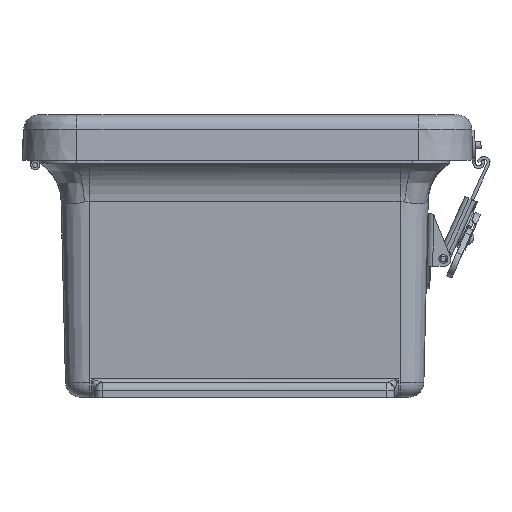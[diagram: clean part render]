
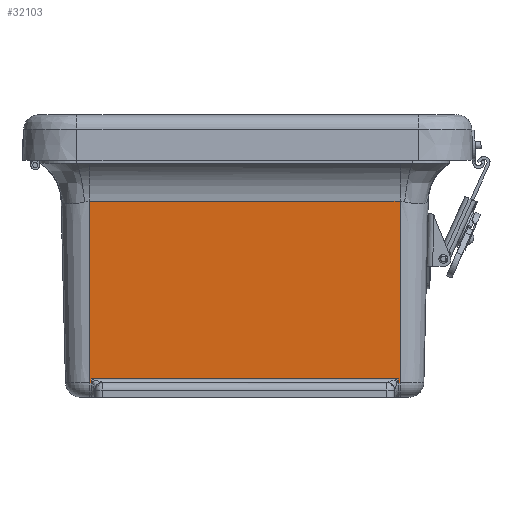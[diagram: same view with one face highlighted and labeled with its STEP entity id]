
A CAD part, front view. The second image highlights one B-rep face of the part: STEP entity #32103.
In plain terms, the highlighted planar face has unit normal (0, -1, -0.024).
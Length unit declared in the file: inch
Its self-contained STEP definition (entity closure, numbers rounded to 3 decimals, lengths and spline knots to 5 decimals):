
#684 = CARTESIAN_POINT ( 'NONE',  ( 2.59375, -3.99192, -4.25597 ) ) ;
#2411 = CARTESIAN_POINT ( 'NONE',  ( -2.59375, -4.09351, -0.00299 ) ) ;
#2699 = EDGE_CURVE ( 'NONE', #24754, #11080, #30193, .T. ) ;
#3338 = ORIENTED_EDGE ( 'NONE', *, *, #5956, .T. ) ;
#4054 = CARTESIAN_POINT ( 'NONE',  ( -2.563, -4.04109, -2.19776 ) ) ;
#4562 = DIRECTION ( 'NONE',  ( 0., 0.024, -1. ) ) ;
#5001 = VERTEX_POINT ( 'NONE', #15226 ) ;
#5270 = CARTESIAN_POINT ( 'NONE',  ( -2.59375, -4.06427, -1.2274 ) ) ;
#5956 = EDGE_CURVE ( 'NONE', #5001, #35838, #40137, .T. ) ;
#7242 = DIRECTION ( 'NONE',  ( 0., -0.024, 1. ) ) ;
#7962 = CARTESIAN_POINT ( 'NONE',  ( -2.563, -3.99192, -4.25597 ) ) ;
#7963 = CARTESIAN_POINT ( 'NONE',  ( -1.29687, -3.99192, -4.25597 ) ) ;
#8083 = LINE ( 'NONE', #4054, #17758 ) ;
#8107 = VECTOR ( 'NONE', #39609, 39.37008 ) ;
#8208 = PLANE ( 'NONE',  #38392 ) ;
#9248 = DIRECTION ( 'NONE',  ( 0., -0.024, 1. ) ) ;
#9775 = DIRECTION ( 'NONE',  ( 1., 0., 0. ) ) ;
#10584 = CARTESIAN_POINT ( 'NONE',  ( 2.59375, -4.06427, -1.2274 ) ) ;
#10946 = ORIENTED_EDGE ( 'NONE', *, *, #21299, .F. ) ;
#11045 = VERTEX_POINT ( 'NONE', #31918 ) ;
#11080 = VERTEX_POINT ( 'NONE', #684 ) ;
#12211 = LINE ( 'NONE', #27366, #39081 ) ;
#12405 = VECTOR ( 'NONE', #9248, 39.37008 ) ;
#13340 = ORIENTED_EDGE ( 'NONE', *, *, #2699, .F. ) ;
#14397 = ORIENTED_EDGE ( 'NONE', *, *, #42554, .T. ) ;
#15126 = CARTESIAN_POINT ( 'NONE',  ( 2.563, -4.04109, -2.19776 ) ) ;
#15226 = CARTESIAN_POINT ( 'NONE',  ( -2.563, -3.99346, -4.19147 ) ) ;
#15571 = CARTESIAN_POINT ( 'NONE',  ( 2.59375, -4.09351, -0.00299 ) ) ;
#15669 = CARTESIAN_POINT ( 'NONE',  ( 2.563, -3.99192, -4.25597 ) ) ;
#17047 = VECTOR ( 'NONE', #9775, 39.37008 ) ;
#17758 = VECTOR ( 'NONE', #7242, 39.37008 ) ;
#18513 = DIRECTION ( 'NONE',  ( -1., 0., 0. ) ) ;
#18593 = DIRECTION ( 'NONE',  ( 0., -0.024, 1. ) ) ;
#19996 = EDGE_CURVE ( 'NONE', #43151, #11080, #27837, .T. ) ;
#20179 = FACE_OUTER_BOUND ( 'NONE', #32795, .T. ) ;
#20700 = LINE ( 'NONE', #15126, #40066 ) ;
#21299 = EDGE_CURVE ( 'NONE', #36348, #11045, #27669, .T. ) ;
#21405 = ORIENTED_EDGE ( 'NONE', *, *, #19996, .T. ) ;
#24754 = VERTEX_POINT ( 'NONE', #10584 ) ;
#25139 = VECTOR ( 'NONE', #44475, 39.37008 ) ;
#27366 = CARTESIAN_POINT ( 'NONE',  ( -2.59375, -4.06427, -1.2274 ) ) ;
#27493 = LINE ( 'NONE', #2411, #12405 ) ;
#27669 = LINE ( 'NONE', #7963, #44280 ) ;
#27837 = LINE ( 'NONE', #30759, #25139 ) ;
#30193 = LINE ( 'NONE', #15571, #8107 ) ;
#30551 = DIRECTION ( 'NONE',  ( -1., 0., 0. ) ) ;
#30759 = CARTESIAN_POINT ( 'NONE',  ( -2.59375, -3.99192, -4.25597 ) ) ;
#30853 = EDGE_CURVE ( 'NONE', #36348, #5001, #8083, .T. ) ;
#31918 = CARTESIAN_POINT ( 'NONE',  ( -2.59375, -3.99192, -4.25597 ) ) ;
#32103 = ADVANCED_FACE ( 'NONE', ( #20179 ), #8208, .T. ) ;
#32283 = CARTESIAN_POINT ( 'NONE',  ( -2.59375, -4.09351, -0.00299 ) ) ;
#32795 = EDGE_LOOP ( 'NONE', ( #41690, #10946, #44509, #3338, #14397, #21405, #13340, #41350 ) ) ;
#33810 = CARTESIAN_POINT ( 'NONE',  ( -1.29687, -3.99346, -4.19147 ) ) ;
#35838 = VERTEX_POINT ( 'NONE', #40147 ) ;
#36348 = VERTEX_POINT ( 'NONE', #7962 ) ;
#38392 = AXIS2_PLACEMENT_3D ( 'NONE', #32283, #42139, #18593 ) ;
#38952 = EDGE_CURVE ( 'NONE', #11045, #42190, #27493, .T. ) ;
#39081 = VECTOR ( 'NONE', #30551, 39.37008 ) ;
#39609 = DIRECTION ( 'NONE',  ( 0., 0.024, -1. ) ) ;
#40066 = VECTOR ( 'NONE', #4562, 39.37008 ) ;
#40137 = LINE ( 'NONE', #33810, #17047 ) ;
#40147 = CARTESIAN_POINT ( 'NONE',  ( 2.563, -3.99346, -4.19147 ) ) ;
#40527 = EDGE_CURVE ( 'NONE', #24754, #42190, #12211, .T. ) ;
#41350 = ORIENTED_EDGE ( 'NONE', *, *, #40527, .T. ) ;
#41690 = ORIENTED_EDGE ( 'NONE', *, *, #38952, .F. ) ;
#42139 = DIRECTION ( 'NONE',  ( 0., -1., -0.024 ) ) ;
#42190 = VERTEX_POINT ( 'NONE', #5270 ) ;
#42554 = EDGE_CURVE ( 'NONE', #35838, #43151, #20700, .T. ) ;
#43151 = VERTEX_POINT ( 'NONE', #15669 ) ;
#44280 = VECTOR ( 'NONE', #18513, 39.37008 ) ;
#44475 = DIRECTION ( 'NONE',  ( 1., 0., 0. ) ) ;
#44509 = ORIENTED_EDGE ( 'NONE', *, *, #30853, .T. ) ;
